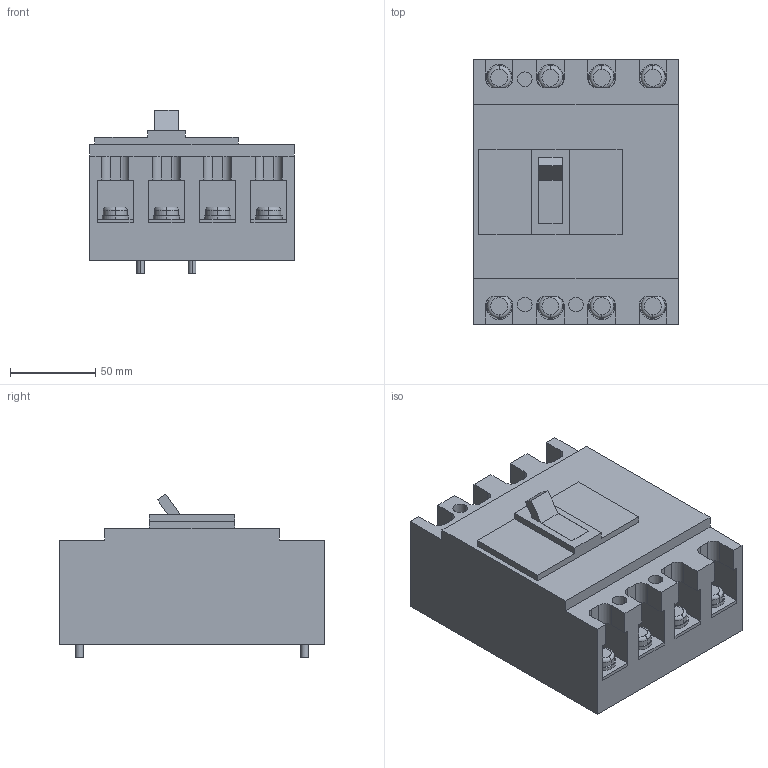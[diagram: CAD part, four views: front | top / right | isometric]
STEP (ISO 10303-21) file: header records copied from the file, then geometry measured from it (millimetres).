
FILE_DESCRIPTION(('CoCreate Modeling STEP Export'),'2;1');
FILE_NAME('Ｓ１００ＮＦ４Ｆ.stp','2016-03-31T13:35:11',(''),(''),'CoCreate Modeling STEP processor for AP214 (Solid Model)','CoCreate Modeling 17.0 01-Apr-2010 (C) Parametric Technology GmbH','');
FILE_SCHEMA(('AUTOMOTIVE_DESIGN { 1 0 10303 214 1 1 1 1 }'));
Length unit declared in the file: millimetre
Products named in the file (21): p2.2; p4.6; p3.6; p3.7; p4.7; p4.5; p4.3; p4.4; p2.1; p4.2; p3.1; p4.1; p1; p2; p4; p3; p3.2; p3.3; p3.4; p3.5; Ｓ１００ＮＦ４Ｆ
Assembly tree (20 placements, depth 2):
  Ｓ１００ＮＦ４Ｆ
    p3.5
    p3.4
    p3.3
    p3.2
    p3
    p4
    p2
    p1
    p4.1
    p3.1
    p4.2
    p2.1
    p4.4
    p4.3
    p4.5
    p4.7
    p3.7
    p3.6
    p4.6
    p2.2
Bounding box: 120 x 155 x 96 mm (x, y, z)
Volume: 1139763.3 mm3; surface area: 115775 mm2
Topology: 20 solids, 20 shells, 328 faces, 750 edges, 494 vertices
Faces by surface type: plane 192, cylinder 120, torus 16
Entity records: 9011 total; most frequent: ORIENTED_EDGE 1500, CARTESIAN_POINT 1396, DIRECTION 1341, EDGE_CURVE 750, VERTEX_POINT 494, VECTOR 463, LINE 463, AXIS2_PLACEMENT_3D 439
